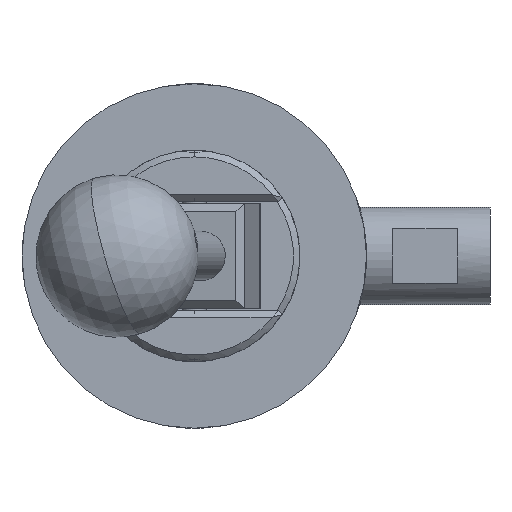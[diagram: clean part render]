
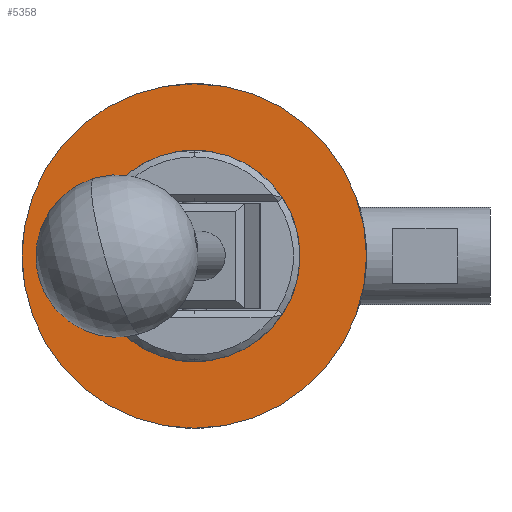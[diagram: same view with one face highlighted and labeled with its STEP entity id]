
A CAD part, front view. The second image highlights one B-rep face of the part: STEP entity #5358.
In plain terms, the highlighted planar face has unit normal (0, -1, 0).
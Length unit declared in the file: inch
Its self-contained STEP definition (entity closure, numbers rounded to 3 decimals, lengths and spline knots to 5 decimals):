
#1355 = CARTESIAN_POINT ( 'NONE',  ( 0., -1.1875, 0. ) ) ;
#3239 = AXIS2_PLACEMENT_3D ( 'NONE', #24523, #18755, #32857 ) ;
#5358 = ADVANCED_FACE ( 'NONE', ( #16875, #14688 ), #17586, .F. ) ;
#5967 = CIRCLE ( 'NONE', #9432, 1.325 ) ;
#6364 = VERTEX_POINT ( 'NONE', #29783 ) ;
#8223 = EDGE_CURVE ( 'NONE', #26121, #10570, #5967, .T. ) ;
#8506 = EDGE_CURVE ( 'NONE', #10570, #26121, #34335, .T. ) ;
#8562 = VERTEX_POINT ( 'NONE', #9536 ) ;
#9432 = AXIS2_PLACEMENT_3D ( 'NONE', #15755, #27338, #35702 ) ;
#9536 = CARTESIAN_POINT ( 'NONE',  ( 0., -1.1875, -0.46 ) ) ;
#10134 = ORIENTED_EDGE ( 'NONE', *, *, #13615, .T. ) ;
#10189 = AXIS2_PLACEMENT_3D ( 'NONE', #17416, #19917, #25519 ) ;
#10570 = VERTEX_POINT ( 'NONE', #35836 ) ;
#11989 = ORIENTED_EDGE ( 'NONE', *, *, #25565, .T. ) ;
#13615 = EDGE_CURVE ( 'NONE', #8562, #6364, #27011, .T. ) ;
#14688 = FACE_OUTER_BOUND ( 'NONE', #24638, .T. ) ;
#15755 = CARTESIAN_POINT ( 'NONE',  ( 0., -1.1875, 0. ) ) ;
#16875 = FACE_BOUND ( 'NONE', #31581, .T. ) ;
#17416 = CARTESIAN_POINT ( 'NONE',  ( -1.325, -1.1875, 0. ) ) ;
#17586 = PLANE ( 'NONE',  #10189 ) ;
#18755 = DIRECTION ( 'NONE',  ( 0., 1., 0. ) ) ;
#19917 = DIRECTION ( 'NONE',  ( 0., 1., 0. ) ) ;
#20357 = CARTESIAN_POINT ( 'NONE',  ( 0., -1.1875, 0. ) ) ;
#21843 = ORIENTED_EDGE ( 'NONE', *, *, #8223, .F. ) ;
#22535 = DIRECTION ( 'NONE',  ( 0., 0., -1. ) ) ;
#22747 = AXIS2_PLACEMENT_3D ( 'NONE', #1355, #29104, #22755 ) ;
#22755 = DIRECTION ( 'NONE',  ( 0., 0., -1. ) ) ;
#23237 = CIRCLE ( 'NONE', #29614, 0.46 ) ;
#24523 = CARTESIAN_POINT ( 'NONE',  ( 0., -1.1875, 0. ) ) ;
#24638 = EDGE_LOOP ( 'NONE', ( #28085, #21843 ) ) ;
#25519 = DIRECTION ( 'NONE',  ( 0., 0., -1. ) ) ;
#25565 = EDGE_CURVE ( 'NONE', #6364, #8562, #23237, .T. ) ;
#26121 = VERTEX_POINT ( 'NONE', #27015 ) ;
#27011 = CIRCLE ( 'NONE', #3239, 0.46 ) ;
#27015 = CARTESIAN_POINT ( 'NONE',  ( 0., -1.1875, 1.325 ) ) ;
#27338 = DIRECTION ( 'NONE',  ( 0., 1., 0. ) ) ;
#28085 = ORIENTED_EDGE ( 'NONE', *, *, #8506, .F. ) ;
#29104 = DIRECTION ( 'NONE',  ( 0., 1., 0. ) ) ;
#29614 = AXIS2_PLACEMENT_3D ( 'NONE', #20357, #31035, #22535 ) ;
#29783 = CARTESIAN_POINT ( 'NONE',  ( 0., -1.1875, 0.46 ) ) ;
#31035 = DIRECTION ( 'NONE',  ( 0., 1., 0. ) ) ;
#31581 = EDGE_LOOP ( 'NONE', ( #10134, #11989 ) ) ;
#32857 = DIRECTION ( 'NONE',  ( 0., 0., -1. ) ) ;
#34335 = CIRCLE ( 'NONE', #22747, 1.325 ) ;
#35702 = DIRECTION ( 'NONE',  ( 0., 0., -1. ) ) ;
#35836 = CARTESIAN_POINT ( 'NONE',  ( 0., -1.1875, -1.325 ) ) ;
